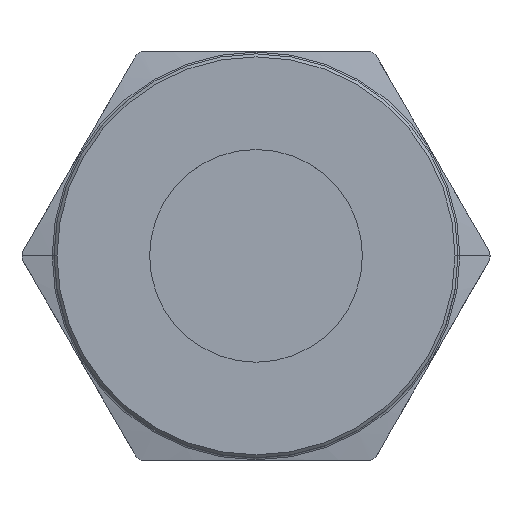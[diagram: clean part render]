
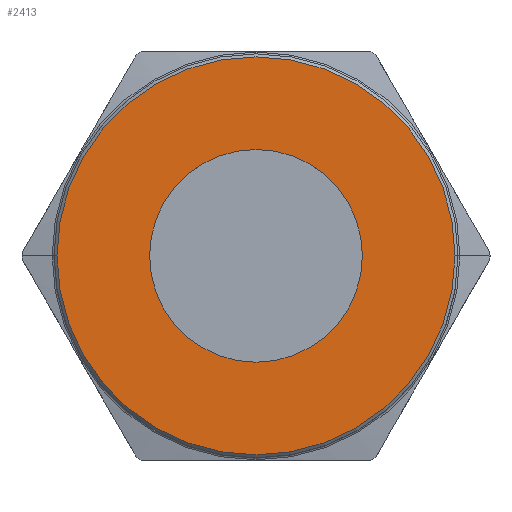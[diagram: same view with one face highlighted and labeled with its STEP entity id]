
A CAD part, top view. The second image highlights one B-rep face of the part: STEP entity #2413.
In plain terms, the highlighted planar face has unit normal (0, 0, 1).
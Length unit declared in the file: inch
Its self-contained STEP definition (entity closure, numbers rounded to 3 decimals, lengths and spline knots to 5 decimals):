
#348 = EDGE_CURVE ( 'NONE', #1249, #1257, #365, .T. ) ;
#365 = CIRCLE ( 'NONE', #2234, 0.3595 ) ;
#424 = CIRCLE ( 'NONE', #2256, 0.6725 ) ;
#477 = CIRCLE ( 'NONE', #2289, 0.3595 ) ;
#485 = CIRCLE ( 'NONE', #2288, 0.6725 ) ;
#935 = DIRECTION ( 'NONE',  ( 1., 0., 0. ) ) ;
#938 = CARTESIAN_POINT ( 'NONE',  ( 0., 0., 0.36 ) ) ;
#939 = DIRECTION ( 'NONE',  ( 0., 0., 1. ) ) ;
#940 = DIRECTION ( 'NONE',  ( 1., 0., 0. ) ) ;
#1249 = VERTEX_POINT ( 'NONE', #1378 ) ;
#1257 = VERTEX_POINT ( 'NONE', #1379 ) ;
#1300 = VERTEX_POINT ( 'NONE', #1456 ) ;
#1325 = VERTEX_POINT ( 'NONE', #1479 ) ;
#1334 = DIRECTION ( 'NONE',  ( 1., 0., 0. ) ) ;
#1335 = DIRECTION ( 'NONE',  ( 0., 0., 1. ) ) ;
#1336 = CARTESIAN_POINT ( 'NONE',  ( 0., 0., 0.36 ) ) ;
#1378 = CARTESIAN_POINT ( 'NONE',  ( -0.3595, 0., 0.36 ) ) ;
#1379 = CARTESIAN_POINT ( 'NONE',  ( 0.3595, 0., 0.36 ) ) ;
#1456 = CARTESIAN_POINT ( 'NONE',  ( 0.6725, 0., 0.36 ) ) ;
#1479 = CARTESIAN_POINT ( 'NONE',  ( -0.6725, 0., 0.36 ) ) ;
#1579 = EDGE_CURVE ( 'NONE', #1300, #1325, #424, .T. ) ;
#1724 = EDGE_LOOP ( 'NONE', ( #1831, #1832 ) ) ;
#1737 = EDGE_LOOP ( 'NONE', ( #1833, #1834 ) ) ;
#1831 = ORIENTED_EDGE ( 'NONE', *, *, #2201, .F. ) ;
#1832 = ORIENTED_EDGE ( 'NONE', *, *, #348, .F. ) ;
#1833 = ORIENTED_EDGE ( 'NONE', *, *, #2200, .T. ) ;
#1834 = ORIENTED_EDGE ( 'NONE', *, *, #1579, .T. ) ;
#1990 = CARTESIAN_POINT ( 'NONE',  ( 0., 0., 0.36 ) ) ;
#1991 = DIRECTION ( 'NONE',  ( 0., 0., 1. ) ) ;
#1992 = DIRECTION ( 'NONE',  ( 1., 0., 0. ) ) ;
#2162 = DIRECTION ( 'NONE',  ( 0., 0., 1. ) ) ;
#2200 = EDGE_CURVE ( 'NONE', #1325, #1300, #485, .T. ) ;
#2201 = EDGE_CURVE ( 'NONE', #1257, #1249, #477, .T. ) ;
#2234 = AXIS2_PLACEMENT_3D ( 'NONE', #1336, #1335, #1334 ) ;
#2256 = AXIS2_PLACEMENT_3D ( 'NONE', #1990, #1991, #1992 ) ;
#2288 = AXIS2_PLACEMENT_3D ( 'NONE', #3396, #2162, #935 ) ;
#2289 = AXIS2_PLACEMENT_3D ( 'NONE', #938, #939, #940 ) ;
#2352 = AXIS2_PLACEMENT_3D ( 'NONE', #2989, #2988, #2993 ) ;
#2413 = ADVANCED_FACE ( 'NONE', ( #3042, #3061 ), #2991, .T. ) ;
#2988 = DIRECTION ( 'NONE',  ( 0., 0., 1. ) ) ;
#2989 = CARTESIAN_POINT ( 'NONE',  ( 0., 0., 0.36 ) ) ;
#2991 = PLANE ( 'NONE',  #2352 ) ;
#2993 = DIRECTION ( 'NONE',  ( 1., 0., 0. ) ) ;
#3042 = FACE_BOUND ( 'NONE', #1724, .T. ) ;
#3061 = FACE_OUTER_BOUND ( 'NONE', #1737, .T. ) ;
#3396 = CARTESIAN_POINT ( 'NONE',  ( 0., 0., 0.36 ) ) ;
